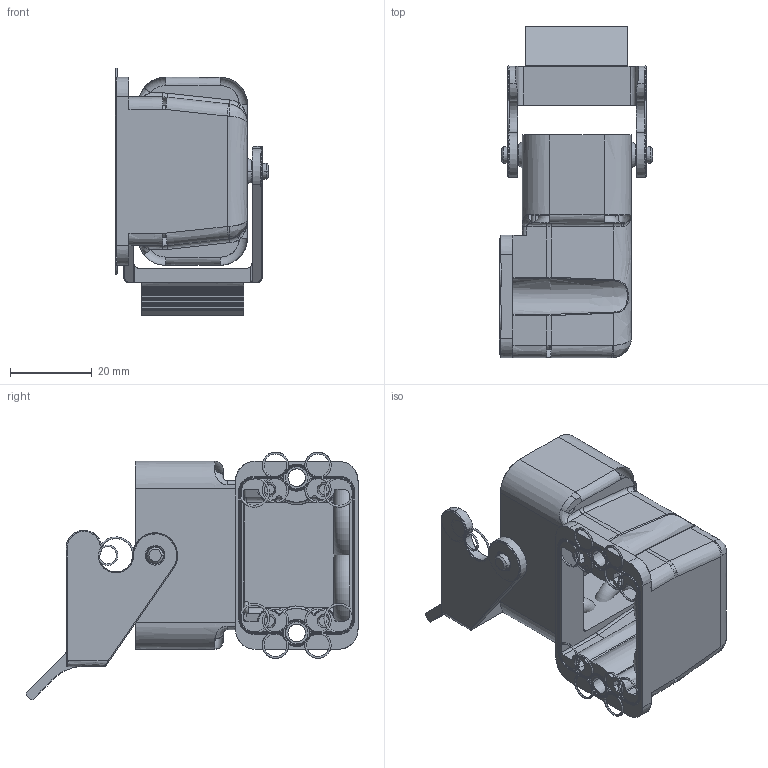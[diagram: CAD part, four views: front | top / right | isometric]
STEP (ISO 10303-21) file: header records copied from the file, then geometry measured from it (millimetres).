
FILE_DESCRIPTION((''),'2;1');
FILE_NAME('3D_1300089271001_HC_P-BK-1L-SE_','2017-03-03T',('wl.kang'),(''),'PRO/ENGINEER BY PARAMETRIC TECHNOLOGY CORPORATION, 2012480','PRO/ENGINEER BY PARAMETRIC TECHNOLOGY CORPORATION, 2012480','');
FILE_SCHEMA(('AUTOMOTIVE_DESIGN { 1 0 10303 214 1 1 1 1 }'));
Products named in the file (1): 3D_1300089271001_HC_P-BK-1L-SE_
Bounding box: 37.45 x 81.25 x 60.6 mm (x, y, z)
Surface area: 26533.2 mm2 (no closed solid volume)
Topology: 0 solids, 0 shells, 685 faces, 3586 edges, 3523 vertices
Faces by surface type: bspline 615, torus 68, sphere 2
Entity records: 84263 total; most frequent: CARTESIAN_POINT 31575, DIRECTION 5937, TRIMMED_CURVE 5215, VECTOR 4633, LINE 4633, PRESENTATION_STYLE_ASSIGNMENT 4265, STYLED_ITEM 4091, DEFINITIONAL_REPRESENTATION 3458
